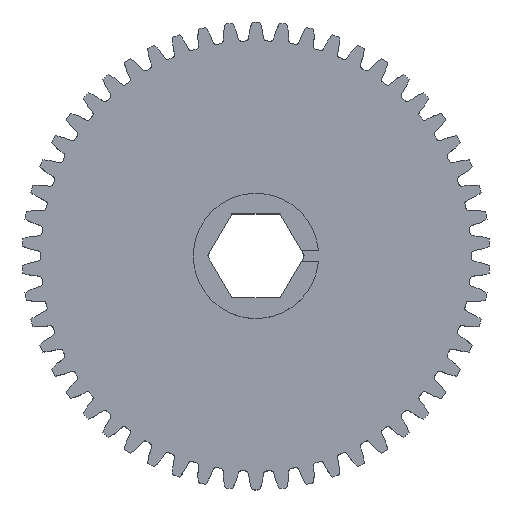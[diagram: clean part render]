
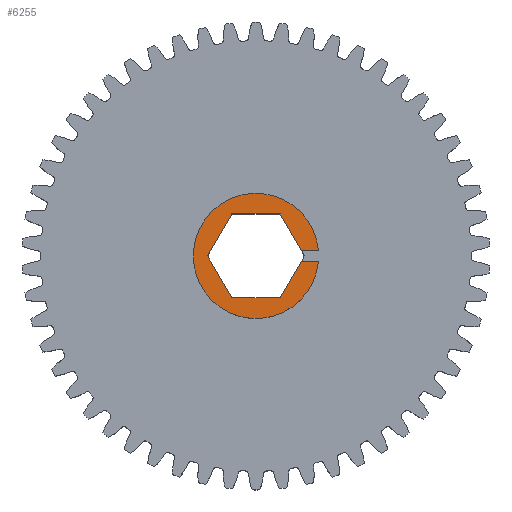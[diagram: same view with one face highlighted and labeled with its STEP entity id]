
A CAD part, top view. The second image highlights one B-rep face of the part: STEP entity #6255.
In plain terms, the highlighted planar face has unit normal (0, 0, 1).
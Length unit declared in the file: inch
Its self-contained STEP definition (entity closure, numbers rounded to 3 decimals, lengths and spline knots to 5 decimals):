
#99 = CARTESIAN_POINT ( 'NONE',  ( 0.27179, -0.03125, 0.249 ) ) ;
#900 = DIRECTION ( 'NONE',  ( 0.5, -0.866, 0. ) ) ;
#905 = VERTEX_POINT ( 'NONE', #17861 ) ;
#1747 = VERTEX_POINT ( 'NONE', #3993 ) ;
#2104 = EDGE_CURVE ( 'NONE', #4408, #14521, #12133, .T. ) ;
#2555 = CARTESIAN_POINT ( 'NONE',  ( 0., 0., 0.249 ) ) ;
#3323 = EDGE_CURVE ( 'NONE', #10213, #11289, #11299, .T. ) ;
#3403 = VECTOR ( 'NONE', #18749, 39.37008 ) ;
#3532 = EDGE_CURVE ( 'NONE', #5087, #10213, #15435, .T. ) ;
#3698 = VECTOR ( 'NONE', #14930, 39.37008 ) ;
#3726 = DIRECTION ( 'NONE',  ( 0., 0., 1. ) ) ;
#3968 = EDGE_CURVE ( 'NONE', #19026, #1747, #10009, .T. ) ;
#3993 = CARTESIAN_POINT ( 'NONE',  ( 0.3737, -0.03125, 0.249 ) ) ;
#4200 = VERTEX_POINT ( 'NONE', #17908 ) ;
#4334 = VECTOR ( 'NONE', #900, 39.37008 ) ;
#4408 = VERTEX_POINT ( 'NONE', #12308 ) ;
#4726 = FACE_OUTER_BOUND ( 'NONE', #5552, .T. ) ;
#4758 = VECTOR ( 'NONE', #12338, 39.37008 ) ;
#5016 = CARTESIAN_POINT ( 'NONE',  ( 0., 0., 0.249 ) ) ;
#5087 = VERTEX_POINT ( 'NONE', #16317 ) ;
#5430 = EDGE_CURVE ( 'NONE', #11289, #4200, #8168, .T. ) ;
#5552 = EDGE_LOOP ( 'NONE', ( #6475, #18595, #8077, #8980, #7504, #6250, #11223, #13574, #5938 ) ) ;
#5938 = ORIENTED_EDGE ( 'NONE', *, *, #7360, .T. ) ;
#6250 = ORIENTED_EDGE ( 'NONE', *, *, #3532, .F. ) ;
#6255 = ADVANCED_FACE ( 'NONE', ( #4726 ), #9371, .T. ) ;
#6335 = CARTESIAN_POINT ( 'NONE',  ( 0.01821, 0.03125, 0.249 ) ) ;
#6377 = DIRECTION ( 'NONE',  ( 0., 0., 1. ) ) ;
#6475 = ORIENTED_EDGE ( 'NONE', *, *, #3968, .F. ) ;
#6609 = VECTOR ( 'NONE', #7588, 39.37008 ) ;
#7360 = EDGE_CURVE ( 'NONE', #4408, #1747, #17317, .T. ) ;
#7504 = ORIENTED_EDGE ( 'NONE', *, *, #3323, .F. ) ;
#7588 = DIRECTION ( 'NONE',  ( -0.5, 0.866, 0. ) ) ;
#7846 = CARTESIAN_POINT ( 'NONE',  ( -0.14491, 0.251, 0.249 ) ) ;
#7980 = LINE ( 'NONE', #13591, #4758 ) ;
#8077 = ORIENTED_EDGE ( 'NONE', *, *, #14751, .F. ) ;
#8168 = LINE ( 'NONE', #12614, #4334 ) ;
#8355 = CARTESIAN_POINT ( 'NONE',  ( -0.14491, -0.251, 0.249 ) ) ;
#8980 = ORIENTED_EDGE ( 'NONE', *, *, #5430, .F. ) ;
#9371 = PLANE ( 'NONE',  #13619 ) ;
#10009 = LINE ( 'NONE', #16192, #16989 ) ;
#10091 = CARTESIAN_POINT ( 'NONE',  ( -0.28983, 0., 0.249 ) ) ;
#10213 = VERTEX_POINT ( 'NONE', #7846 ) ;
#10823 = DIRECTION ( 'NONE',  ( 1., 0., 0. ) ) ;
#10881 = LINE ( 'NONE', #16769, #6609 ) ;
#11075 = LINE ( 'NONE', #8355, #17382 ) ;
#11173 = DIRECTION ( 'NONE',  ( 1., 0., 0. ) ) ;
#11223 = ORIENTED_EDGE ( 'NONE', *, *, #16908, .F. ) ;
#11289 = VERTEX_POINT ( 'NONE', #10091 ) ;
#11299 = LINE ( 'NONE', #17189, #3403 ) ;
#11731 = VECTOR ( 'NONE', #13990, 39.37008 ) ;
#12133 = LINE ( 'NONE', #6335, #3698 ) ;
#12308 = CARTESIAN_POINT ( 'NONE',  ( 0.3737, 0.03125, 0.249 ) ) ;
#12338 = DIRECTION ( 'NONE',  ( 0.5, 0.866, 0. ) ) ;
#12614 = CARTESIAN_POINT ( 'NONE',  ( -0.28983, 0., 0.249 ) ) ;
#13574 = ORIENTED_EDGE ( 'NONE', *, *, #2104, .F. ) ;
#13591 = CARTESIAN_POINT ( 'NONE',  ( 0.14491, -0.251, 0.249 ) ) ;
#13619 = AXIS2_PLACEMENT_3D ( 'NONE', #5016, #6377, #10823 ) ;
#13990 = DIRECTION ( 'NONE',  ( -1., 0., 0. ) ) ;
#14233 = AXIS2_PLACEMENT_3D ( 'NONE', #2555, #3726, #11173 ) ;
#14255 = DIRECTION ( 'NONE',  ( 1., 0., 0. ) ) ;
#14457 = DIRECTION ( 'NONE',  ( 1., 0., 0. ) ) ;
#14521 = VERTEX_POINT ( 'NONE', #14702 ) ;
#14702 = CARTESIAN_POINT ( 'NONE',  ( 0.27179, 0.03125, 0.249 ) ) ;
#14751 = EDGE_CURVE ( 'NONE', #4200, #905, #11075, .T. ) ;
#14930 = DIRECTION ( 'NONE',  ( -1., 0., 0. ) ) ;
#15435 = LINE ( 'NONE', #18260, #11731 ) ;
#16192 = CARTESIAN_POINT ( 'NONE',  ( 0.01821, -0.03125, 0.249 ) ) ;
#16317 = CARTESIAN_POINT ( 'NONE',  ( 0.14491, 0.251, 0.249 ) ) ;
#16769 = CARTESIAN_POINT ( 'NONE',  ( 0.28983, 0., 0.249 ) ) ;
#16908 = EDGE_CURVE ( 'NONE', #14521, #5087, #10881, .T. ) ;
#16989 = VECTOR ( 'NONE', #14457, 39.37008 ) ;
#17189 = CARTESIAN_POINT ( 'NONE',  ( -0.14491, 0.251, 0.249 ) ) ;
#17317 = CIRCLE ( 'NONE', #14233, 0.375 ) ;
#17382 = VECTOR ( 'NONE', #14255, 39.37008 ) ;
#17812 = EDGE_CURVE ( 'NONE', #905, #19026, #7980, .T. ) ;
#17861 = CARTESIAN_POINT ( 'NONE',  ( 0.14491, -0.251, 0.249 ) ) ;
#17908 = CARTESIAN_POINT ( 'NONE',  ( -0.14491, -0.251, 0.249 ) ) ;
#18260 = CARTESIAN_POINT ( 'NONE',  ( 0.14491, 0.251, 0.249 ) ) ;
#18595 = ORIENTED_EDGE ( 'NONE', *, *, #17812, .F. ) ;
#18749 = DIRECTION ( 'NONE',  ( -0.5, -0.866, 0. ) ) ;
#19026 = VERTEX_POINT ( 'NONE', #99 ) ;
